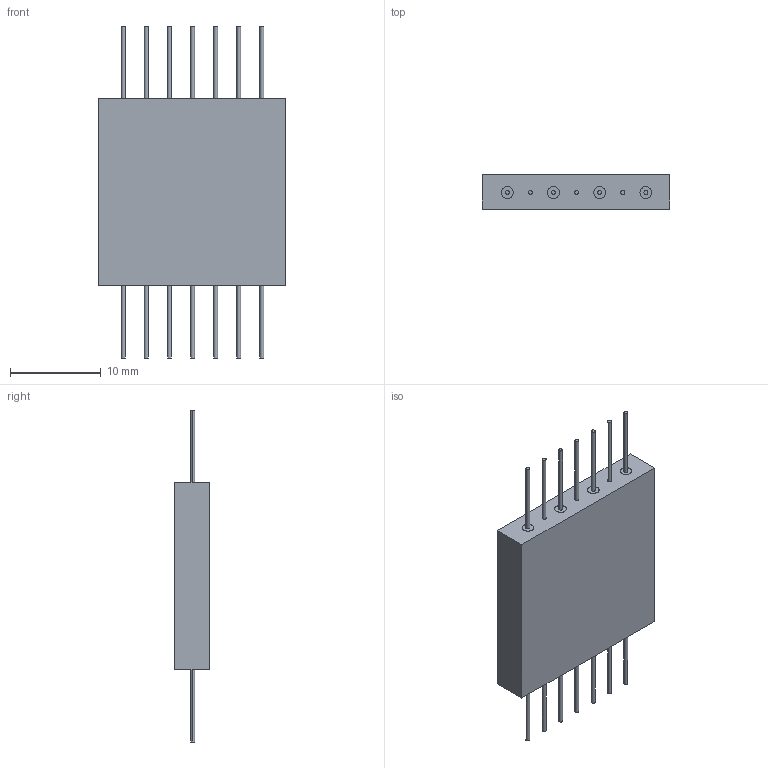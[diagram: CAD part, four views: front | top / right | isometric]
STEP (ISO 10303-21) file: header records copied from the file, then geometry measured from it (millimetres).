
FILE_DESCRIPTION (( 'STEP AP214' ), '1' );
FILE_NAME ('DL 460_B.STEP', '2022-07-28T14:30:18', ( '' ), ( '' ), 'SwSTEP 2.0', 'SolidWorks 2021', '' );
FILE_SCHEMA (( 'AUTOMOTIVE_DESIGN' ));
Length unit declared in the file: inch
Products named in the file (1): DL 460_B
Bounding box: 20.65 x 3.81 x 36.5 mm (x, y, z)
Volume: 1640.4 mm3; surface area: 1321.8 mm2
Topology: 1 solids, 1 shells, 632 faces, 1764 edges, 1176 vertices
Faces by surface type: cylinder 416, plane 191, bspline 25
Entity records: 22330 total; most frequent: CARTESIAN_POINT 5358, DIRECTION 3762, ORIENTED_EDGE 3528, EDGE_CURVE 1764, AXIS2_PLACEMENT_3D 1440, VERTEX_POINT 1176, VECTOR 882, LINE 882
